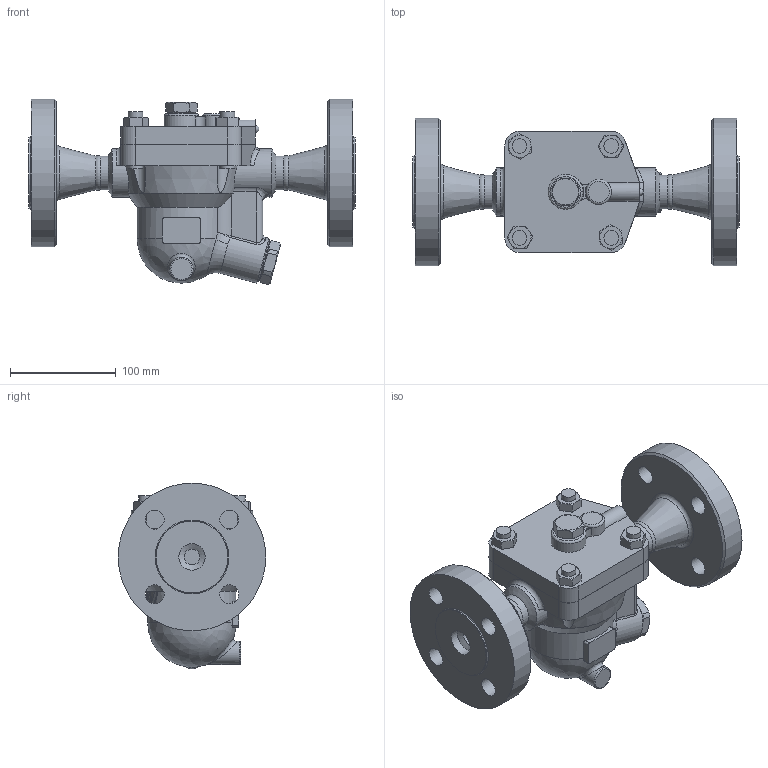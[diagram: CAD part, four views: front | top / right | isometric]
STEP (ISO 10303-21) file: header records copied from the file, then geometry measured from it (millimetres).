
FILE_DESCRIPTION((''),'2;1');
FILE_NAME('j5rlp-025-e0063-00.stp','2011-09-30T17:08:54',('sugie07'),(''),'Autodesk Inventor 2012','Autodesk Inventor 2012','');
FILE_SCHEMA(('AUTOMOTIVE_DESIGN { 1 0 10303 214 1 1 1 1 }'));
Length unit declared in the file: millimetre
Products named in the file (1): j5rlp-025-e0063-00
Bounding box: 309 x 140 x 176.08 mm (x, y, z)
Volume: 2196382.9 mm3; surface area: 218781.2 mm2
Topology: 1 solids, 1 shells, 301 faces, 735 edges, 461 vertices
Faces by surface type: plane 119, cylinder 81, cone 55, bspline 29, torus 15, sphere 2
Full cylindrical faces by diameter (mm): 14 x12, 15 x2, 16 x4, 18 x8, 21 x1, 22 x1, 25 x2, 27 x1, 32 x2, 44 x1, 46 x2, 68 x2, 80 x1, 140 x2
Entity records: 13713 total; most frequent: CARTESIAN_POINT 7300, ORIENTED_EDGE 1298, DIRECTION 1269, EDGE_CURVE 649, AXIS2_PLACEMENT_3D 537, VERTEX_POINT 442, EDGE_LOOP 417, FACE_OUTER_BOUND 301
